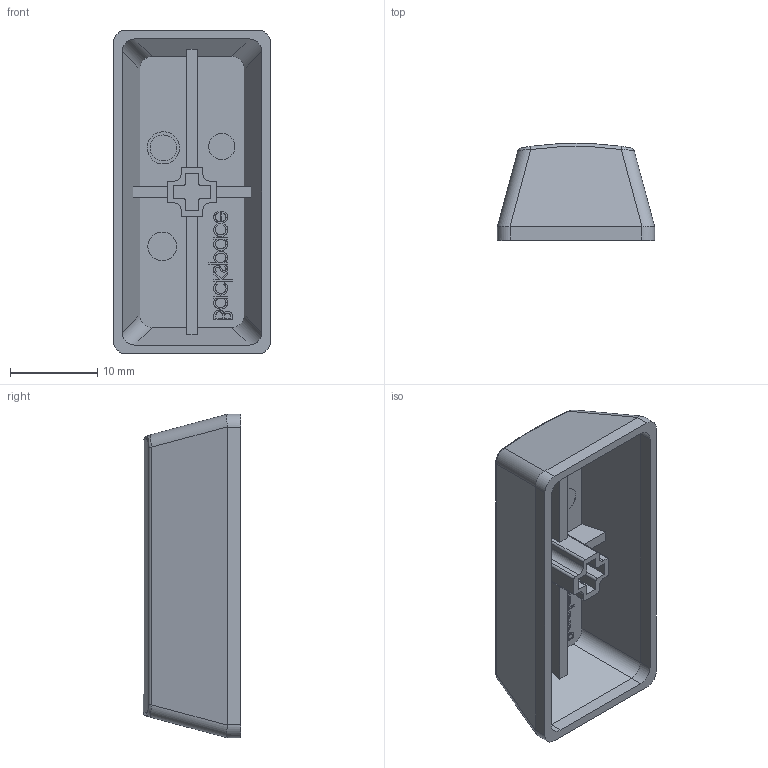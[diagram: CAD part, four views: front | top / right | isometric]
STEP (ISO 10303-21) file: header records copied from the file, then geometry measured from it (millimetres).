
FILE_DESCRIPTION (( 'STEP AP214' ), '1' );
FILE_NAME ('MX_Backspace.STEP', '2020-03-12T07:24:17', ( '' ), ( '' ), 'SwSTEP 2.0', 'SolidWorks 2019', '' );
FILE_SCHEMA (( 'AUTOMOTIVE_DESIGN' ));
Length unit declared in the file: millimetre
Products named in the file (1): MX_Backspace
Bounding box: 18 x 11.11 x 37.05 mm (x, y, z)
Volume: 1936.8 mm3; surface area: 3301.2 mm2
Topology: 1 solids, 1 shells, 252 faces, 679 edges, 450 vertices
Faces by surface type: plane 122, bspline 91, cylinder 39
Entity records: 12873 total; most frequent: CARTESIAN_POINT 6673, ORIENTED_EDGE 1358, DIRECTION 850, EDGE_CURVE 679, VERTEX_POINT 450, VECTOR 412, LINE 412, EDGE_LOOP 273
